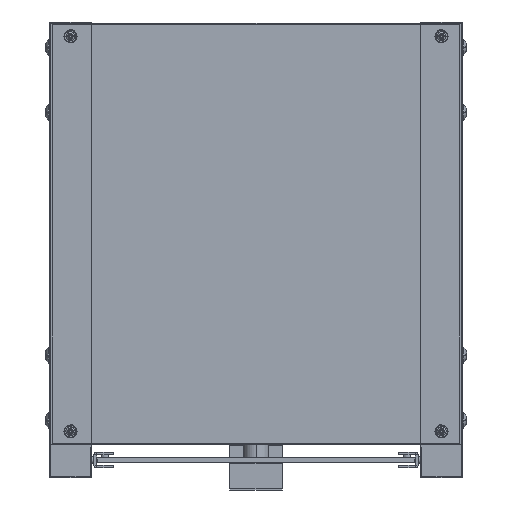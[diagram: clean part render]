
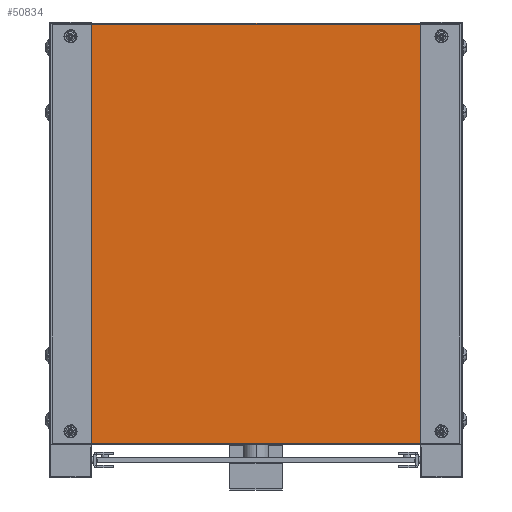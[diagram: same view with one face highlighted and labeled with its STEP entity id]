
A CAD part, left-side view. The second image highlights one B-rep face of the part: STEP entity #50834.
In plain terms, the highlighted face is planar.
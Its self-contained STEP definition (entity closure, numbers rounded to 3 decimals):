
#773 = DIRECTION ( 'NONE',  ( 0., 0., -1. ) ) ;
#1461 = ORIENTED_EDGE ( 'NONE', *, *, #52309, .F. ) ;
#1719 = CARTESIAN_POINT ( 'NONE',  ( 161.75, 0., -157.5 ) ) ;
#1752 = CARTESIAN_POINT ( 'NONE',  ( 161.75, 0., 157.5 ) ) ;
#1878 = CARTESIAN_POINT ( 'NONE',  ( 151.75, 0., -142.5 ) ) ;
#3097 = EDGE_LOOP ( 'NONE', ( #6752, #50321 ) ) ;
#3175 = CARTESIAN_POINT ( 'NONE',  ( -151.75, 0., -142.5 ) ) ;
#3770 = EDGE_LOOP ( 'NONE', ( #52223, #1461 ) ) ;
#4148 = CARTESIAN_POINT ( 'NONE',  ( -151.75, 0., 142.5 ) ) ;
#4474 = CARTESIAN_POINT ( 'NONE',  ( -151.75, 0., -144.2 ) ) ;
#5017 = DIRECTION ( 'NONE',  ( -1., 0., 0. ) ) ;
#5271 = EDGE_LOOP ( 'NONE', ( #30921, #9454 ) ) ;
#5530 = CARTESIAN_POINT ( 'NONE',  ( 151.75, 0., -140.8 ) ) ;
#5885 = LINE ( 'NONE', #30844, #28806 ) ;
#5890 = LINE ( 'NONE', #1719, #50454 ) ;
#6020 = CIRCLE ( 'NONE', #20877, 1.7 ) ;
#6214 = AXIS2_PLACEMENT_3D ( 'NONE', #13623, #13419, #47569 ) ;
#6752 = ORIENTED_EDGE ( 'NONE', *, *, #21773, .F. ) ;
#7334 = EDGE_CURVE ( 'NONE', #20236, #50046, #6020, .T. ) ;
#7674 = AXIS2_PLACEMENT_3D ( 'NONE', #17256, #38366, #50418 ) ;
#8891 = VERTEX_POINT ( 'NONE', #38804 ) ;
#8976 = DIRECTION ( 'NONE',  ( 1., 0., 0. ) ) ;
#9454 = ORIENTED_EDGE ( 'NONE', *, *, #44762, .F. ) ;
#10028 = CIRCLE ( 'NONE', #37765, 1.7 ) ;
#10697 = EDGE_CURVE ( 'NONE', #32169, #13837, #31283, .T. ) ;
#10821 = DIRECTION ( 'NONE',  ( 0., -1., 0. ) ) ;
#10854 = LINE ( 'NONE', #35431, #29726 ) ;
#11019 = FACE_BOUND ( 'NONE', #5271, .T. ) ;
#11528 = DIRECTION ( 'NONE',  ( 0., 0., 1. ) ) ;
#12468 = CARTESIAN_POINT ( 'NONE',  ( 161.75, 0., -157.5 ) ) ;
#12727 = DIRECTION ( 'NONE',  ( 0., -1., 0. ) ) ;
#13304 = DIRECTION ( 'NONE',  ( 0., -1., 0. ) ) ;
#13419 = DIRECTION ( 'NONE',  ( 0., -1., 0. ) ) ;
#13497 = VERTEX_POINT ( 'NONE', #12468 ) ;
#13623 = CARTESIAN_POINT ( 'NONE',  ( -151.75, 0., -142.5 ) ) ;
#13837 = VERTEX_POINT ( 'NONE', #54270 ) ;
#13949 = DIRECTION ( 'NONE',  ( 0., -1., 0. ) ) ;
#13973 = VECTOR ( 'NONE', #40624, 1000. ) ;
#14721 = VERTEX_POINT ( 'NONE', #26729 ) ;
#16124 = VERTEX_POINT ( 'NONE', #25180 ) ;
#16854 = DIRECTION ( 'NONE',  ( 0., -1., 0. ) ) ;
#17256 = CARTESIAN_POINT ( 'NONE',  ( -151.75, 0., 142.5 ) ) ;
#17534 = EDGE_CURVE ( 'NONE', #14721, #16124, #39643, .T. ) ;
#17546 = CIRCLE ( 'NONE', #6214, 1.7 ) ;
#17676 = CARTESIAN_POINT ( 'NONE',  ( 151.75, 0., -144.2 ) ) ;
#17711 = EDGE_CURVE ( 'NONE', #42564, #46472, #31483, .T. ) ;
#19209 = CARTESIAN_POINT ( 'NONE',  ( 151.75, 0., -142.5 ) ) ;
#19359 = DIRECTION ( 'NONE',  ( 0., 0., -1. ) ) ;
#19870 = FACE_BOUND ( 'NONE', #3770, .T. ) ;
#20236 = VERTEX_POINT ( 'NONE', #5530 ) ;
#20432 = AXIS2_PLACEMENT_3D ( 'NONE', #29284, #42751, #51383 ) ;
#20877 = AXIS2_PLACEMENT_3D ( 'NONE', #19209, #13304, #773 ) ;
#20927 = DIRECTION ( 'NONE',  ( 0., 0., -1. ) ) ;
#21773 = EDGE_CURVE ( 'NONE', #50046, #20236, #10028, .T. ) ;
#23425 = VERTEX_POINT ( 'NONE', #52054 ) ;
#25180 = CARTESIAN_POINT ( 'NONE',  ( -161.75, 0., 157.5 ) ) ;
#26729 = CARTESIAN_POINT ( 'NONE',  ( -161.75, 0., -157.5 ) ) ;
#26985 = CIRCLE ( 'NONE', #7674, 1.7 ) ;
#27131 = CARTESIAN_POINT ( 'NONE',  ( 151.75, 0., 142.5 ) ) ;
#28520 = ORIENTED_EDGE ( 'NONE', *, *, #36107, .F. ) ;
#28806 = VECTOR ( 'NONE', #8976, 1000. ) ;
#29284 = CARTESIAN_POINT ( 'NONE',  ( 151.75, 0., 142.5 ) ) ;
#29726 = VECTOR ( 'NONE', #5017, 1000. ) ;
#30844 = CARTESIAN_POINT ( 'NONE',  ( 161.75, 0., 157.5 ) ) ;
#30921 = ORIENTED_EDGE ( 'NONE', *, *, #17711, .F. ) ;
#31283 = CIRCLE ( 'NONE', #47895, 1.7 ) ;
#31483 = CIRCLE ( 'NONE', #36710, 1.7 ) ;
#31786 = CIRCLE ( 'NONE', #20432, 1.7 ) ;
#31956 = VERTEX_POINT ( 'NONE', #1752 ) ;
#32078 = CARTESIAN_POINT ( 'NONE',  ( -161.75, 0., -157.5 ) ) ;
#32169 = VERTEX_POINT ( 'NONE', #42037 ) ;
#33993 = EDGE_CURVE ( 'NONE', #16124, #31956, #5885, .T. ) ;
#34897 = CARTESIAN_POINT ( 'NONE',  ( -151.75, 0., -140.8 ) ) ;
#35431 = CARTESIAN_POINT ( 'NONE',  ( 161.75, 0., -157.5 ) ) ;
#36107 = EDGE_CURVE ( 'NONE', #13837, #32169, #31786, .T. ) ;
#36540 = DIRECTION ( 'NONE',  ( 0., 0., -1. ) ) ;
#36710 = AXIS2_PLACEMENT_3D ( 'NONE', #3175, #54739, #11528 ) ;
#37291 = AXIS2_PLACEMENT_3D ( 'NONE', #42774, #12727, #20927 ) ;
#37765 = AXIS2_PLACEMENT_3D ( 'NONE', #1878, #10821, #19359 ) ;
#38366 = DIRECTION ( 'NONE',  ( 0., -1., 0. ) ) ;
#38804 = CARTESIAN_POINT ( 'NONE',  ( -151.75, 0., 140.8 ) ) ;
#38823 = EDGE_LOOP ( 'NONE', ( #42010, #48522, #52165, #42381 ) ) ;
#39170 = EDGE_CURVE ( 'NONE', #13497, #14721, #10854, .T. ) ;
#39214 = EDGE_LOOP ( 'NONE', ( #54322, #28520 ) ) ;
#39638 = DIRECTION ( 'NONE',  ( 0., 0., -1. ) ) ;
#39643 = LINE ( 'NONE', #32078, #13973 ) ;
#40379 = DIRECTION ( 'NONE',  ( 0., 0., 1. ) ) ;
#40624 = DIRECTION ( 'NONE',  ( 0., 0., 1. ) ) ;
#41852 = AXIS2_PLACEMENT_3D ( 'NONE', #4148, #16854, #39638 ) ;
#42010 = ORIENTED_EDGE ( 'NONE', *, *, #17534, .F. ) ;
#42037 = CARTESIAN_POINT ( 'NONE',  ( 151.75, 0., 140.8 ) ) ;
#42381 = ORIENTED_EDGE ( 'NONE', *, *, #33993, .F. ) ;
#42564 = VERTEX_POINT ( 'NONE', #4474 ) ;
#42751 = DIRECTION ( 'NONE',  ( 0., -1., 0. ) ) ;
#42774 = CARTESIAN_POINT ( 'NONE',  ( 0., 0., 0. ) ) ;
#44124 = FACE_OUTER_BOUND ( 'NONE', #38823, .T. ) ;
#44762 = EDGE_CURVE ( 'NONE', #46472, #42564, #17546, .T. ) ;
#46472 = VERTEX_POINT ( 'NONE', #34897 ) ;
#46508 = PLANE ( 'NONE',  #37291 ) ;
#47455 = CIRCLE ( 'NONE', #41852, 1.7 ) ;
#47569 = DIRECTION ( 'NONE',  ( 0., 0., 1. ) ) ;
#47895 = AXIS2_PLACEMENT_3D ( 'NONE', #27131, #13949, #40379 ) ;
#48522 = ORIENTED_EDGE ( 'NONE', *, *, #39170, .F. ) ;
#48696 = EDGE_CURVE ( 'NONE', #8891, #23425, #47455, .T. ) ;
#50046 = VERTEX_POINT ( 'NONE', #17676 ) ;
#50160 = FACE_BOUND ( 'NONE', #39214, .T. ) ;
#50321 = ORIENTED_EDGE ( 'NONE', *, *, #7334, .F. ) ;
#50418 = DIRECTION ( 'NONE',  ( 0., 0., -1. ) ) ;
#50454 = VECTOR ( 'NONE', #36540, 1000. ) ;
#50834 = ADVANCED_FACE ( 'NONE', ( #19870, #11019, #50160, #52869, #44124 ), #46508, .T. ) ;
#51383 = DIRECTION ( 'NONE',  ( 0., 0., 1. ) ) ;
#52054 = CARTESIAN_POINT ( 'NONE',  ( -151.75, 0., 144.2 ) ) ;
#52165 = ORIENTED_EDGE ( 'NONE', *, *, #54681, .F. ) ;
#52223 = ORIENTED_EDGE ( 'NONE', *, *, #48696, .F. ) ;
#52309 = EDGE_CURVE ( 'NONE', #23425, #8891, #26985, .T. ) ;
#52869 = FACE_BOUND ( 'NONE', #3097, .T. ) ;
#54270 = CARTESIAN_POINT ( 'NONE',  ( 151.75, 0., 144.2 ) ) ;
#54322 = ORIENTED_EDGE ( 'NONE', *, *, #10697, .F. ) ;
#54681 = EDGE_CURVE ( 'NONE', #31956, #13497, #5890, .T. ) ;
#54739 = DIRECTION ( 'NONE',  ( 0., -1., 0. ) ) ;
